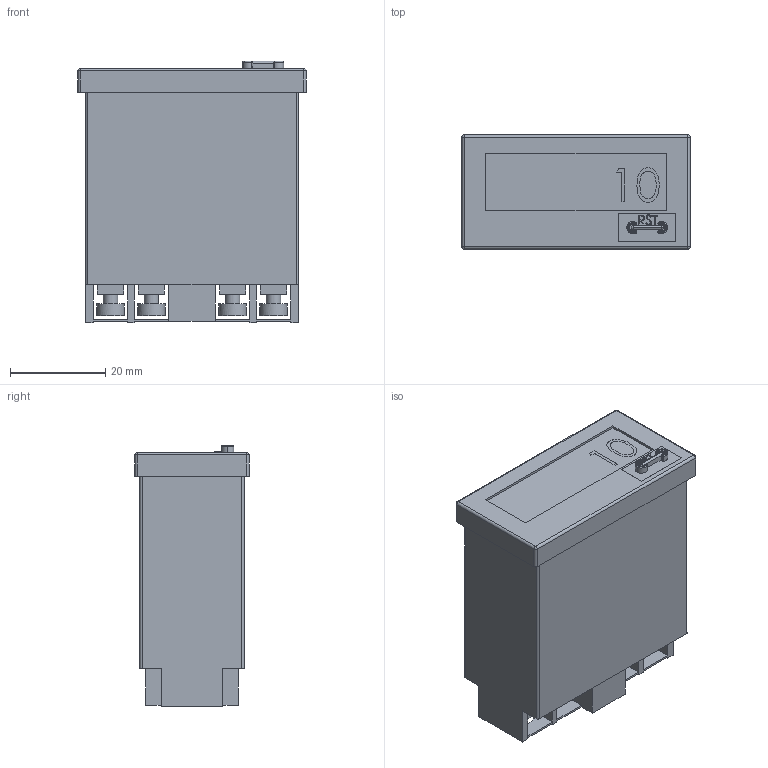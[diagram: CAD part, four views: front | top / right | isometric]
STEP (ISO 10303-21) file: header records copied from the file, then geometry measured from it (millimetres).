
FILE_DESCRIPTION (( 'STEP AP214' ), '1' );
FILE_NAME ('11224~0.STEP', '2020-08-06T14:59:11', ( '' ), ( '' ), 'SwSTEP 2.0', 'SolidWorks 2018', '' );
FILE_SCHEMA (( 'AUTOMOTIVE_DESIGN' ));
Length unit declared in the file: millimetre
Products named in the file (1): 11224~0
Bounding box: 48 x 24 x 55.01 mm (x, y, z)
Volume: 48186.3 mm3; surface area: 11057.3 mm2
Topology: 9 solids, 9 shells, 271 faces, 690 edges, 451 vertices
Faces by surface type: plane 152, cylinder 69, bspline 29, torus 14, sphere 7
Entity records: 11133 total; most frequent: CARTESIAN_POINT 3350, ORIENTED_EDGE 1364, DIRECTION 1242, EDGE_CURVE 682, VERTEX_POINT 451, LINE 436, VECTOR 436, AXIS2_PLACEMENT_3D 403
